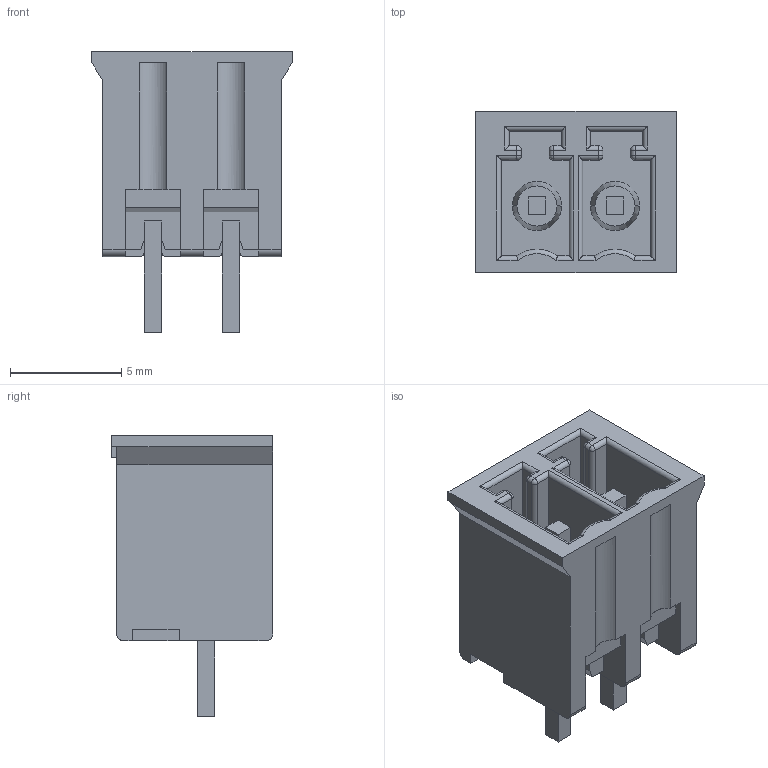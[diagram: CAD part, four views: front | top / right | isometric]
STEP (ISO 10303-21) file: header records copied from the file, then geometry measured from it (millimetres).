
FILE_DESCRIPTION(('STEP AP214'),'1');
FILE_NAME('2059808_284514-2.stp','2017-06-06T09:07:57',('TraceParts'),('TraceParts S.A.'),'Spatial InterOp 3D',' ',' ');
FILE_SCHEMA(('automotive_design'));
Length unit declared in the file: millimetre
Products named in the file (1): 2059808_284514-2
Bounding box: 9 x 7.25 x 12.6 mm (x, y, z)
Volume: 286.4 mm3; surface area: 780.2 mm2
Topology: 1 solids, 1 shells, 216 faces, 548 edges, 340 vertices
Faces by surface type: plane 132, cylinder 66, sphere 12, cone 4, torus 2
Entity records: 6611 total; most frequent: CARTESIAN_POINT 1413, ORIENTED_EDGE 1096, DIRECTION 1038, EDGE_CURVE 548, LINE 428, VECTOR 428, VERTEX_POINT 340, AXIS2_PLACEMENT_3D 305
